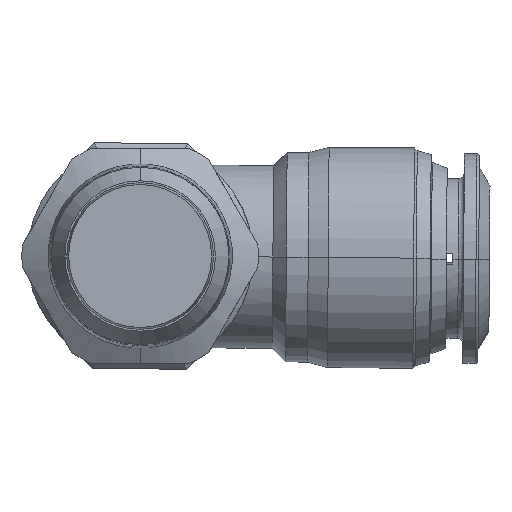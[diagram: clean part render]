
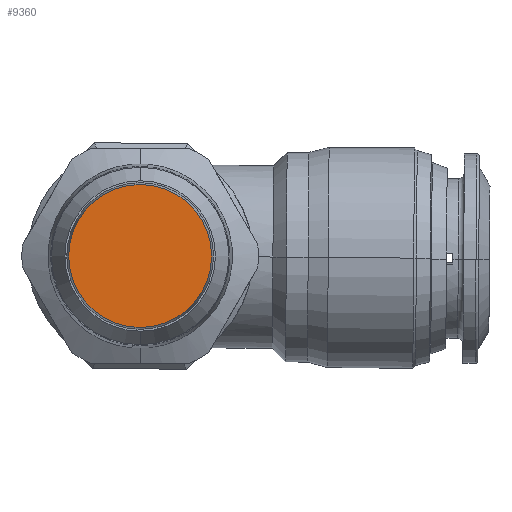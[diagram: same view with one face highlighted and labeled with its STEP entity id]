
A CAD part, front view. The second image highlights one B-rep face of the part: STEP entity #9360.
In plain terms, the highlighted planar face has unit normal (0, -1, 0).
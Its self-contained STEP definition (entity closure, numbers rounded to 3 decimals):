
#72 = ORIENTED_EDGE ( 'NONE', *, *, #1353, .T. ) ;
#73 = ORIENTED_EDGE ( 'NONE', *, *, #3333, .T. ) ;
#1194 = CARTESIAN_POINT ( 'NONE',  ( 0., 0., 6.65 ) ) ;
#1199 = CARTESIAN_POINT ( 'NONE',  ( 0., 0., -6.65 ) ) ;
#1213 = PLANE ( 'NONE',  #2336 ) ;
#1221 = CARTESIAN_POINT ( 'NONE',  ( 0., 0., 0. ) ) ;
#1222 = DIRECTION ( 'NONE',  ( 0., -1., 0. ) ) ;
#1223 = DIRECTION ( 'NONE',  ( 0., 0., -1. ) ) ;
#1353 = EDGE_CURVE ( 'NONE', #8676, #8682, #8022, .T. ) ;
#1422 = CARTESIAN_POINT ( 'NONE',  ( 0., 0., 0. ) ) ;
#1423 = DIRECTION ( 'NONE',  ( 0., -1., 0. ) ) ;
#1424 = DIRECTION ( 'NONE',  ( 0., 0., -1. ) ) ;
#2336 = AXIS2_PLACEMENT_3D ( 'NONE', #1221, #1222, #1223 ) ;
#3333 = EDGE_CURVE ( 'NONE', #8682, #8676, #8116, .T. ) ;
#3407 = AXIS2_PLACEMENT_3D ( 'NONE', #7355, #7354, #7353 ) ;
#3438 = AXIS2_PLACEMENT_3D ( 'NONE', #1422, #1423, #1424 ) ;
#3853 = EDGE_LOOP ( 'NONE', ( #72, #73 ) ) ;
#5681 = FACE_OUTER_BOUND ( 'NONE', #3853, .T. ) ;
#7353 = DIRECTION ( 'NONE',  ( 0., 0., -1. ) ) ;
#7354 = DIRECTION ( 'NONE',  ( 0., -1., 0. ) ) ;
#7355 = CARTESIAN_POINT ( 'NONE',  ( 0., 0., 0. ) ) ;
#8022 = CIRCLE ( 'NONE', #3407, 6.65 ) ;
#8116 = CIRCLE ( 'NONE', #3438, 6.65 ) ;
#8676 = VERTEX_POINT ( 'NONE', #1194 ) ;
#8682 = VERTEX_POINT ( 'NONE', #1199 ) ;
#9360 = ADVANCED_FACE ( 'NONE', ( #5681 ), #1213, .T. ) ;
